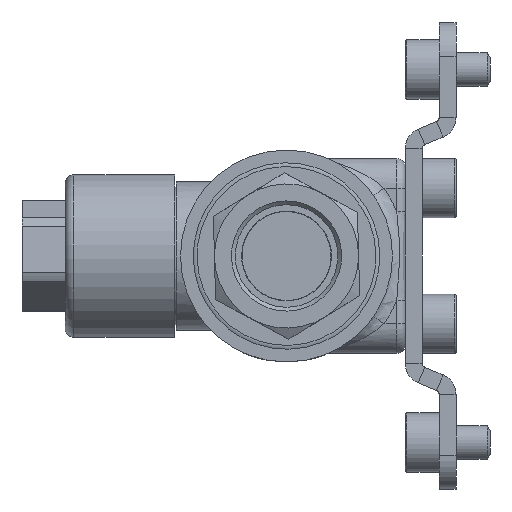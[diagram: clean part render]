
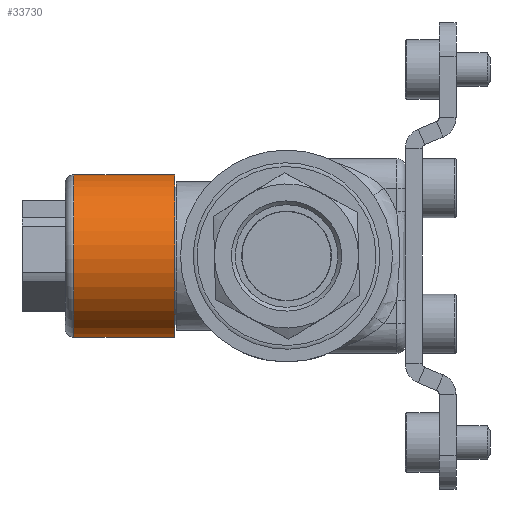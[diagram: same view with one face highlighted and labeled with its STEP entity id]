
A CAD part, left-side view. The second image highlights one B-rep face of the part: STEP entity #33730.
In plain terms, the highlighted cylindrical face has radius 9.6 mm (diameter 19.2 mm), a full revolution.
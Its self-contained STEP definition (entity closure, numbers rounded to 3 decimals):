
#2561=CYLINDRICAL_SURFACE('',#37080,9.6);
#4590=FACE_OUTER_BOUND('',#6710,.T.);
#6710=EDGE_LOOP('',(#23131,#23132,#23133,#23134,#23135,#23136));
#8708=LINE('',#54306,#10257);
#10257=VECTOR('',#43370,9.6);
#12223=CIRCLE('',#37077,9.6);
#12224=CIRCLE('',#37078,9.6);
#12226=CIRCLE('',#37081,9.6);
#12227=CIRCLE('',#37082,9.6);
#14329=VERTEX_POINT('',#54298);
#14330=VERTEX_POINT('',#54299);
#14332=VERTEX_POINT('',#54305);
#14333=VERTEX_POINT('',#54307);
#17821=EDGE_CURVE('',#14329,#14330,#12223,.T.);
#17822=EDGE_CURVE('',#14330,#14329,#12224,.T.);
#17824=EDGE_CURVE('',#14330,#14332,#8708,.T.);
#17825=EDGE_CURVE('',#14332,#14333,#12226,.T.);
#17826=EDGE_CURVE('',#14333,#14332,#12227,.T.);
#23131=ORIENTED_EDGE('',*,*,#17821,.F.);
#23132=ORIENTED_EDGE('',*,*,#17822,.F.);
#23133=ORIENTED_EDGE('',*,*,#17824,.T.);
#23134=ORIENTED_EDGE('',*,*,#17825,.T.);
#23135=ORIENTED_EDGE('',*,*,#17826,.T.);
#23136=ORIENTED_EDGE('',*,*,#17824,.F.);
#33730=ADVANCED_FACE('',(#4590),#2561,.T.);
#37077=AXIS2_PLACEMENT_3D('',#54300,#43362,#43363);
#37078=AXIS2_PLACEMENT_3D('',#54301,#43364,#43365);
#37080=AXIS2_PLACEMENT_3D('',#54304,#43368,#43369);
#37081=AXIS2_PLACEMENT_3D('',#54308,#43371,#43372);
#37082=AXIS2_PLACEMENT_3D('',#54309,#43373,#43374);
#43362=DIRECTION('center_axis',(0.,-1.,0.));
#43363=DIRECTION('ref_axis',(0.791,0.,-0.612));
#43364=DIRECTION('center_axis',(0.,-1.,0.));
#43365=DIRECTION('ref_axis',(0.791,0.,-0.612));
#43368=DIRECTION('center_axis',(0.,-1.,0.));
#43369=DIRECTION('ref_axis',(0.791,0.,-0.612));
#43370=DIRECTION('',(0.,1.,0.));
#43371=DIRECTION('center_axis',(0.,-1.,0.));
#43372=DIRECTION('ref_axis',(-0.791,0.,0.612));
#43373=DIRECTION('center_axis',(0.,-1.,0.));
#43374=DIRECTION('ref_axis',(-0.791,0.,0.612));
#54298=CARTESIAN_POINT('',(7.591,13.2,-5.877));
#54299=CARTESIAN_POINT('',(-7.591,13.2,5.877));
#54300=CARTESIAN_POINT('Origin',(0.,13.2,0.));
#54301=CARTESIAN_POINT('Origin',(0.,13.2,0.));
#54304=CARTESIAN_POINT('Origin',(0.,26.1,0.));
#54305=CARTESIAN_POINT('',(-7.591,25.1,5.877));
#54306=CARTESIAN_POINT('',(-7.591,26.1,5.877));
#54307=CARTESIAN_POINT('',(7.591,25.1,-5.877));
#54308=CARTESIAN_POINT('Origin',(0.,25.1,0.));
#54309=CARTESIAN_POINT('Origin',(0.,25.1,0.));
